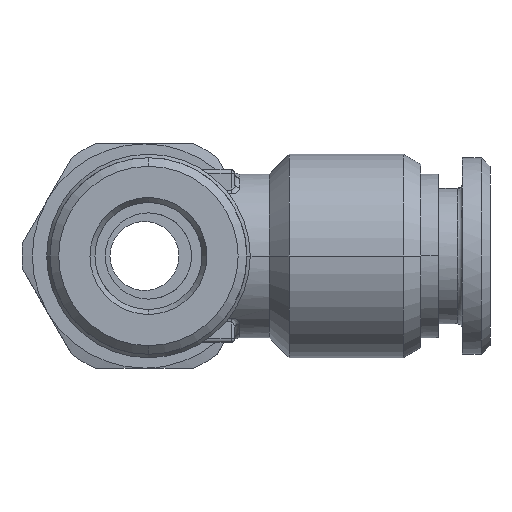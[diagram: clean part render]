
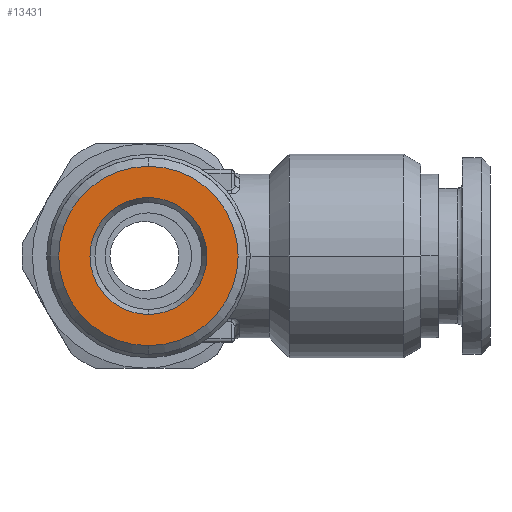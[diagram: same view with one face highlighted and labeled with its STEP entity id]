
A CAD part, left-side view. The second image highlights one B-rep face of the part: STEP entity #13431.
In plain terms, the highlighted planar face has unit normal (-1, 0, 0).
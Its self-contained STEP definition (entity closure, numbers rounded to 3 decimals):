
#13299=CARTESIAN_POINT('Vertex',(-19.8,0.,5.2)) ;
#13302=CARTESIAN_POINT('Axis2P3D Location',(-19.8,0.,0.)) ;
#13306=CARTESIAN_POINT('Vertex',(-19.8,0.,-5.2)) ;
#13369=CARTESIAN_POINT('Axis2P3D Location',(-19.8,0.,0.)) ;
#13386=CARTESIAN_POINT('Axis2P3D Location',(-19.8,0.,0.)) ;
#13395=CARTESIAN_POINT('Axis2P3D Location',(-19.8,0.,0.)) ;
#13399=CARTESIAN_POINT('Vertex',(-19.8,0.,-3.389)) ;
#13401=CARTESIAN_POINT('Vertex',(-19.8,0.,3.389)) ;
#13405=CARTESIAN_POINT('Control Point',(-19.8,0.,-3.389)) ;
#13406=CARTESIAN_POINT('Control Point',(-19.8,0.361,-3.389)) ;
#13407=CARTESIAN_POINT('Control Point',(-19.8,0.721,-3.341)) ;
#13408=CARTESIAN_POINT('Control Point',(-19.8,1.074,-3.245)) ;
#13409=CARTESIAN_POINT('Control Point',(-19.8,1.744,-2.961)) ;
#13410=CARTESIAN_POINT('Control Point',(-19.8,2.317,-2.512)) ;
#13411=CARTESIAN_POINT('Control Point',(-19.8,2.572,-2.251)) ;
#13412=CARTESIAN_POINT('Control Point',(-19.8,3.006,-1.667)) ;
#13413=CARTESIAN_POINT('Control Point',(-19.8,3.271,-0.989)) ;
#13414=CARTESIAN_POINT('Control Point',(-19.8,3.358,-0.634)) ;
#13415=CARTESIAN_POINT('Control Point',(-19.8,3.436,0.089)) ;
#13416=CARTESIAN_POINT('Control Point',(-19.8,3.321,0.808)) ;
#13417=CARTESIAN_POINT('Control Point',(-19.8,3.216,1.158)) ;
#13418=CARTESIAN_POINT('Control Point',(-19.8,2.915,1.82)) ;
#13419=CARTESIAN_POINT('Control Point',(-19.8,2.451,2.381)) ;
#13420=CARTESIAN_POINT('Control Point',(-19.8,2.183,2.629)) ;
#13421=CARTESIAN_POINT('Control Point',(-19.8,1.617,3.027)) ;
#13422=CARTESIAN_POINT('Control Point',(-19.8,0.97,3.271)) ;
#13423=CARTESIAN_POINT('Control Point',(-19.8,0.651,3.35)) ;
#13424=CARTESIAN_POINT('Control Point',(-19.8,0.326,3.389)) ;
#13425=CARTESIAN_POINT('Control Point',(-19.8,0.,3.389)) ;
#13303=DIRECTION('Axis2P3D Direction',(1.,0.,0.)) ;
#13370=DIRECTION('Axis2P3D Direction',(1.,0.,0.)) ;
#13387=DIRECTION('Axis2P3D Direction',(-1.,0.,0.)) ;
#13388=DIRECTION('Axis2P3D XDirection',(0.,0.,1.)) ;
#13396=DIRECTION('Axis2P3D Direction',(-1.,0.,0.)) ;
#13304=AXIS2_PLACEMENT_3D('Circle Axis2P3D',#13302,#13303,$) ;
#13371=AXIS2_PLACEMENT_3D('Circle Axis2P3D',#13369,#13370,$) ;
#13389=AXIS2_PLACEMENT_3D('Plane Axis2P3D',#13386,#13387,#13388) ;
#13397=AXIS2_PLACEMENT_3D('Circle Axis2P3D',#13395,#13396,$) ;
#13392=ORIENTED_EDGE('',*,*,#13373,.F.) ;
#13393=ORIENTED_EDGE('',*,*,#13308,.T.) ;
#13428=ORIENTED_EDGE('',*,*,#13403,.F.) ;
#13429=ORIENTED_EDGE('',*,*,#13426,.T.) ;
#13430=FACE_BOUND('',#13427,.T.) ;
#13431=ADVANCED_FACE('PR427B-06G18',(#13394,#13430),#13390,.T.) ;
#13404=B_SPLINE_CURVE_WITH_KNOTS('',5,(#13405,#13406,#13407,#13408,#13409,#13410,#13411,#13412,#13413,#13414,#13415,#13416,#13417,#13418,#13419,#13420,#13421,#13422,#13423,#13424,#13425),.UNSPECIFIED.,.F.,.U.,(6,3,3,3,3,3,6),(0.,2.551,5.101,7.652,10.203,12.753,15.055),.UNSPECIFIED.) ;
#13305=CIRCLE('generated circle',#13304,5.2) ;
#13372=CIRCLE('generated circle',#13371,5.2) ;
#13398=CIRCLE('generated circle',#13397,3.389) ;
#13308=EDGE_CURVE('',#13307,#13300,#13305,.F.) ;
#13373=EDGE_CURVE('',#13307,#13300,#13372,.T.) ;
#13403=EDGE_CURVE('',#13400,#13402,#13398,.T.) ;
#13426=EDGE_CURVE('',#13400,#13402,#13404,.T.) ;
#13391=EDGE_LOOP('',(#13392,#13393)) ;
#13427=EDGE_LOOP('',(#13428,#13429)) ;
#13394=FACE_OUTER_BOUND('',#13391,.T.) ;
#13390=PLANE('',#13389) ;
#13300=VERTEX_POINT('',#13299) ;
#13307=VERTEX_POINT('',#13306) ;
#13400=VERTEX_POINT('',#13399) ;
#13402=VERTEX_POINT('',#13401) ;
